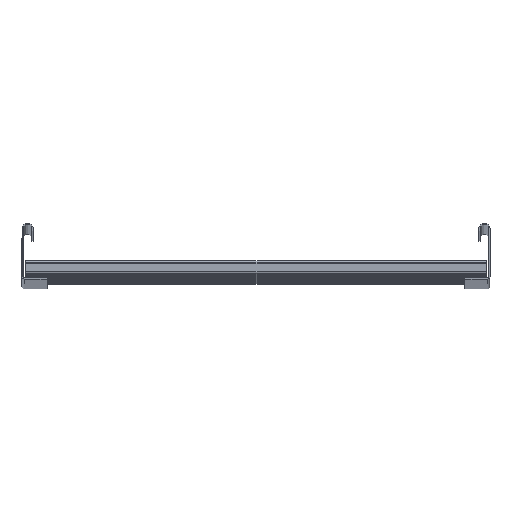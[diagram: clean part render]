
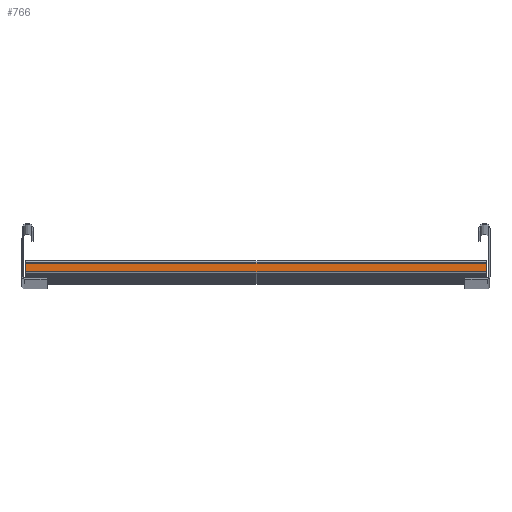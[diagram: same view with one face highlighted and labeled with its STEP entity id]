
A CAD part, top view. The second image highlights one B-rep face of the part: STEP entity #766.
In plain terms, the highlighted face is planar.
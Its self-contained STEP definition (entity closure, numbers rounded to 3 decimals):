
#11 = CARTESIAN_POINT ( 'NONE',  ( -15., 3., -246. ) ) ;
#62 = ORIENTED_EDGE ( 'NONE', *, *, #1187, .T. ) ;
#149 = DIRECTION ( 'NONE',  ( 0., 0., 1. ) ) ;
#236 = LINE ( 'NONE', #869, #1557 ) ;
#290 = DIRECTION ( 'NONE',  ( 0., 0., 1. ) ) ;
#436 = DIRECTION ( 'NONE',  ( 0., 0., -1. ) ) ;
#460 = CARTESIAN_POINT ( 'NONE',  ( -15., 12., -246. ) ) ;
#503 = EDGE_CURVE ( 'NONE', #1577, #1077, #504, .T. ) ;
#504 = LINE ( 'NONE', #1306, #885 ) ;
#523 = VERTEX_POINT ( 'NONE', #460 ) ;
#576 = CARTESIAN_POINT ( 'NONE',  ( -15., 12., -246. ) ) ;
#588 = CARTESIAN_POINT ( 'NONE',  ( -15., 3., -246. ) ) ;
#622 = DIRECTION ( 'NONE',  ( 1., 0., 0. ) ) ;
#644 = ORIENTED_EDGE ( 'NONE', *, *, #1153, .F. ) ;
#698 = ORIENTED_EDGE ( 'NONE', *, *, #871, .F. ) ;
#766 = ADVANCED_FACE ( 'NONE', ( #791 ), #981, .F. ) ;
#777 = CARTESIAN_POINT ( 'NONE',  ( -15., 3., 246. ) ) ;
#791 = FACE_OUTER_BOUND ( 'NONE', #1307, .T. ) ;
#834 = LINE ( 'NONE', #576, #1304 ) ;
#869 = CARTESIAN_POINT ( 'NONE',  ( -15., 3., -246. ) ) ;
#871 = EDGE_CURVE ( 'NONE', #1320, #523, #1601, .T. ) ;
#885 = VECTOR ( 'NONE', #1186, 1000. ) ;
#887 = CARTESIAN_POINT ( 'NONE',  ( -15., 3., -246. ) ) ;
#896 = ORIENTED_EDGE ( 'NONE', *, *, #503, .T. ) ;
#981 = PLANE ( 'NONE',  #1166 ) ;
#998 = CARTESIAN_POINT ( 'NONE',  ( -15., 12., 246. ) ) ;
#1077 = VERTEX_POINT ( 'NONE', #998 ) ;
#1153 = EDGE_CURVE ( 'NONE', #523, #1077, #834, .T. ) ;
#1166 = AXIS2_PLACEMENT_3D ( 'NONE', #588, #622, #436 ) ;
#1181 = DIRECTION ( 'NONE',  ( 0., 1., 0. ) ) ;
#1186 = DIRECTION ( 'NONE',  ( 0., 1., 0. ) ) ;
#1187 = EDGE_CURVE ( 'NONE', #1320, #1577, #236, .T. ) ;
#1221 = VECTOR ( 'NONE', #1181, 1000. ) ;
#1304 = VECTOR ( 'NONE', #290, 1000. ) ;
#1306 = CARTESIAN_POINT ( 'NONE',  ( -15., 3., 246. ) ) ;
#1307 = EDGE_LOOP ( 'NONE', ( #896, #644, #698, #62 ) ) ;
#1320 = VERTEX_POINT ( 'NONE', #887 ) ;
#1557 = VECTOR ( 'NONE', #149, 1000. ) ;
#1577 = VERTEX_POINT ( 'NONE', #777 ) ;
#1601 = LINE ( 'NONE', #11, #1221 ) ;
